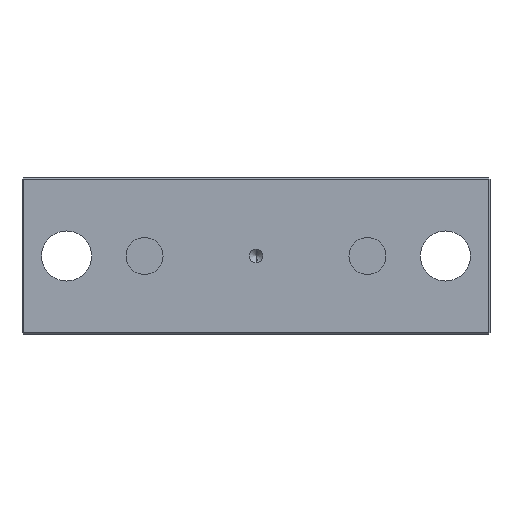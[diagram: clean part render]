
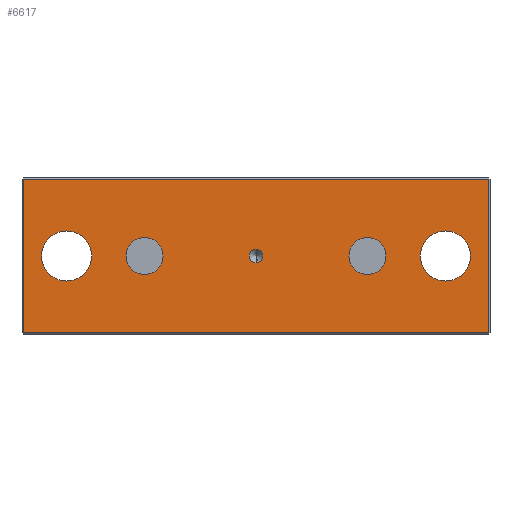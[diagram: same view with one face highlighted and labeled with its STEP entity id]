
A CAD part, front view. The second image highlights one B-rep face of the part: STEP entity #6617.
In plain terms, the highlighted planar face has unit normal (0, -1, 0).
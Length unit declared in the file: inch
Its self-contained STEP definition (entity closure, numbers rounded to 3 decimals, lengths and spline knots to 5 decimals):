
#4 = VERTEX_POINT ( 'NONE', #1953 ) ;
#26 = CARTESIAN_POINT ( 'NONE',  ( 0., -1.5748, 0.04687 ) ) ;
#83 = VERTEX_POINT ( 'NONE', #7508 ) ;
#155 = AXIS2_PLACEMENT_3D ( 'NONE', #502, #5290, #1214 ) ;
#208 = VERTEX_POINT ( 'NONE', #5559 ) ;
#264 = AXIS2_PLACEMENT_3D ( 'NONE', #315, #5112, #1014 ) ;
#315 = CARTESIAN_POINT ( 'NONE',  ( -1.33858, -1.5748, 0. ) ) ;
#416 = DIRECTION ( 'NONE',  ( -1., 0., 0. ) ) ;
#448 = DIRECTION ( 'NONE',  ( -1., 0., 0. ) ) ;
#463 = CIRCLE ( 'NONE', #6517, 0.17717 ) ;
#502 = CARTESIAN_POINT ( 'NONE',  ( 1.65354, -1.5748, 0. ) ) ;
#531 = VERTEX_POINT ( 'NONE', #7388 ) ;
#742 = ORIENTED_EDGE ( 'NONE', *, *, #3998, .T. ) ;
#928 = CARTESIAN_POINT ( 'NONE',  ( 1.33858, -1.5748, -0.17717 ) ) ;
#981 = ORIENTED_EDGE ( 'NONE', *, *, #3322, .T. ) ;
#1014 = DIRECTION ( 'NONE',  ( 0., 0., 1. ) ) ;
#1029 = AXIS2_PLACEMENT_3D ( 'NONE', #1287, #6052, #1979 ) ;
#1139 = VERTEX_POINT ( 'NONE', #8136 ) ;
#1214 = DIRECTION ( 'NONE',  ( 0., 0., -1. ) ) ;
#1287 = CARTESIAN_POINT ( 'NONE',  ( -0.7874, -1.5748, 0. ) ) ;
#1297 = DIRECTION ( 'NONE',  ( 0., 0., -1. ) ) ;
#1303 = EDGE_CURVE ( 'NONE', #83, #3970, #3285, .T. ) ;
#1330 = FACE_BOUND ( 'NONE', #4239, .T. ) ;
#1403 = ORIENTED_EDGE ( 'NONE', *, *, #3712, .T. ) ;
#1535 = DIRECTION ( 'NONE',  ( 0., 1., 0. ) ) ;
#1540 = FACE_BOUND ( 'NONE', #4388, .T. ) ;
#1557 = EDGE_LOOP ( 'NONE', ( #981, #2990 ) ) ;
#1620 = ORIENTED_EDGE ( 'NONE', *, *, #5183, .T. ) ;
#1672 = CIRCLE ( 'NONE', #6089, 0.04687 ) ;
#1789 = LINE ( 'NONE', #8356, #3413 ) ;
#1866 = PLANE ( 'NONE',  #155 ) ;
#1953 = CARTESIAN_POINT ( 'NONE',  ( -0.91825, -1.5748, 0. ) ) ;
#1979 = DIRECTION ( 'NONE',  ( -1., 0., 0. ) ) ;
#2124 = CARTESIAN_POINT ( 'NONE',  ( 1.33858, -1.5748, 0. ) ) ;
#2185 = CARTESIAN_POINT ( 'NONE',  ( 0.65656, -1.5748, 0. ) ) ;
#2319 = CARTESIAN_POINT ( 'NONE',  ( 0., -1.5748, 0. ) ) ;
#2473 = AXIS2_PLACEMENT_3D ( 'NONE', #6657, #2585, #7337 ) ;
#2535 = CARTESIAN_POINT ( 'NONE',  ( -1.33858, -1.5748, -0.17717 ) ) ;
#2541 = LINE ( 'NONE', #3210, #6161 ) ;
#2567 = EDGE_CURVE ( 'NONE', #208, #8706, #8829, .T. ) ;
#2585 = DIRECTION ( 'NONE',  ( 0., 1., 0. ) ) ;
#2766 = ORIENTED_EDGE ( 'NONE', *, *, #2567, .T. ) ;
#2800 = DIRECTION ( 'NONE',  ( 0., 1., 0. ) ) ;
#2825 = DIRECTION ( 'NONE',  ( 0., 0., 1. ) ) ;
#2914 = EDGE_CURVE ( 'NONE', #8706, #208, #463, .T. ) ;
#2963 = ORIENTED_EDGE ( 'NONE', *, *, #3889, .T. ) ;
#2990 = ORIENTED_EDGE ( 'NONE', *, *, #6993, .T. ) ;
#3028 = DIRECTION ( 'NONE',  ( 0., 0., -1. ) ) ;
#3170 = DIRECTION ( 'NONE',  ( 1., 0., 0. ) ) ;
#3210 = CARTESIAN_POINT ( 'NONE',  ( 1.65354, -1.5748, -0.54118 ) ) ;
#3242 = VECTOR ( 'NONE', #3888, 39.37008 ) ;
#3285 = CIRCLE ( 'NONE', #5028, 0.13085 ) ;
#3288 = CARTESIAN_POINT ( 'NONE',  ( -1.33858, -1.5748, 0. ) ) ;
#3322 = EDGE_CURVE ( 'NONE', #531, #7739, #6239, .T. ) ;
#3337 = ORIENTED_EDGE ( 'NONE', *, *, #7166, .T. ) ;
#3384 = ORIENTED_EDGE ( 'NONE', *, *, #6376, .T. ) ;
#3413 = VECTOR ( 'NONE', #3593, 39.37008 ) ;
#3593 = DIRECTION ( 'NONE',  ( -1., 0., 0. ) ) ;
#3602 = EDGE_CURVE ( 'NONE', #3970, #83, #5654, .T. ) ;
#3712 = EDGE_CURVE ( 'NONE', #8500, #1139, #4598, .T. ) ;
#3888 = DIRECTION ( 'NONE',  ( 0., 0., 1. ) ) ;
#3889 = EDGE_CURVE ( 'NONE', #4, #7865, #7996, .T. ) ;
#3964 = DIRECTION ( 'NONE',  ( 0., 0., 1. ) ) ;
#3970 = VERTEX_POINT ( 'NONE', #2185 ) ;
#3998 = EDGE_CURVE ( 'NONE', #7573, #7037, #1789, .T. ) ;
#4013 = LINE ( 'NONE', #4703, #7415 ) ;
#4024 = EDGE_LOOP ( 'NONE', ( #5740, #1403 ) ) ;
#4087 = EDGE_CURVE ( 'NONE', #1139, #8500, #1672, .T. ) ;
#4239 = EDGE_LOOP ( 'NONE', ( #6839, #4631 ) ) ;
#4353 = ORIENTED_EDGE ( 'NONE', *, *, #4620, .T. ) ;
#4388 = EDGE_LOOP ( 'NONE', ( #2766, #4677 ) ) ;
#4419 = CARTESIAN_POINT ( 'NONE',  ( -1.64354, -1.5748, 0.54118 ) ) ;
#4525 = DIRECTION ( 'NONE',  ( 0., 1., 0. ) ) ;
#4552 = DIRECTION ( 'NONE',  ( 0., 1., 0. ) ) ;
#4598 = CIRCLE ( 'NONE', #2473, 0.04687 ) ;
#4603 = CIRCLE ( 'NONE', #1029, 0.13085 ) ;
#4620 = EDGE_CURVE ( 'NONE', #6696, #6359, #2541, .T. ) ;
#4631 = ORIENTED_EDGE ( 'NONE', *, *, #1303, .T. ) ;
#4677 = ORIENTED_EDGE ( 'NONE', *, *, #2914, .T. ) ;
#4703 = CARTESIAN_POINT ( 'NONE',  ( -1.64354, -1.5748, 0. ) ) ;
#4755 = FACE_OUTER_BOUND ( 'NONE', #4982, .T. ) ;
#4969 = FACE_BOUND ( 'NONE', #1557, .T. ) ;
#4982 = EDGE_LOOP ( 'NONE', ( #1620, #742, #3384, #4353 ) ) ;
#5028 = AXIS2_PLACEMENT_3D ( 'NONE', #8585, #4525, #416 ) ;
#5039 = AXIS2_PLACEMENT_3D ( 'NONE', #2124, #6877, #2825 ) ;
#5112 = DIRECTION ( 'NONE',  ( 0., 1., 0. ) ) ;
#5183 = EDGE_CURVE ( 'NONE', #6359, #7573, #7046, .T. ) ;
#5256 = CARTESIAN_POINT ( 'NONE',  ( 1.64354, -1.5748, 0. ) ) ;
#5290 = DIRECTION ( 'NONE',  ( 0., -1., 0. ) ) ;
#5559 = CARTESIAN_POINT ( 'NONE',  ( 1.33858, -1.5748, 0.17717 ) ) ;
#5564 = CIRCLE ( 'NONE', #264, 0.17717 ) ;
#5622 = AXIS2_PLACEMENT_3D ( 'NONE', #6859, #2800, #7539 ) ;
#5628 = CARTESIAN_POINT ( 'NONE',  ( 1.33858, -1.5748, 0. ) ) ;
#5654 = CIRCLE ( 'NONE', #8573, 0.13085 ) ;
#5740 = ORIENTED_EDGE ( 'NONE', *, *, #4087, .T. ) ;
#5950 = CARTESIAN_POINT ( 'NONE',  ( -1.64354, -1.5748, -0.54118 ) ) ;
#6027 = CARTESIAN_POINT ( 'NONE',  ( 1.64354, -1.5748, -0.54118 ) ) ;
#6052 = DIRECTION ( 'NONE',  ( 0., 1., 0. ) ) ;
#6089 = AXIS2_PLACEMENT_3D ( 'NONE', #2319, #7074, #3028 ) ;
#6161 = VECTOR ( 'NONE', #3170, 39.37008 ) ;
#6239 = CIRCLE ( 'NONE', #7544, 0.17717 ) ;
#6313 = DIRECTION ( 'NONE',  ( 0., 0., 1. ) ) ;
#6359 = VERTEX_POINT ( 'NONE', #6027 ) ;
#6376 = EDGE_CURVE ( 'NONE', #7037, #6696, #4013, .T. ) ;
#6517 = AXIS2_PLACEMENT_3D ( 'NONE', #5628, #1535, #6313 ) ;
#6559 = FACE_BOUND ( 'NONE', #4024, .T. ) ;
#6617 = ADVANCED_FACE ( 'NONE', ( #1540, #4969, #1330, #8369, #6559, #4755 ), #1866, .T. ) ;
#6657 = CARTESIAN_POINT ( 'NONE',  ( 0., -1.5748, 0. ) ) ;
#6696 = VERTEX_POINT ( 'NONE', #5950 ) ;
#6839 = ORIENTED_EDGE ( 'NONE', *, *, #3602, .T. ) ;
#6859 = CARTESIAN_POINT ( 'NONE',  ( -0.7874, -1.5748, 0. ) ) ;
#6877 = DIRECTION ( 'NONE',  ( 0., 1., 0. ) ) ;
#6993 = EDGE_CURVE ( 'NONE', #7739, #531, #5564, .T. ) ;
#7037 = VERTEX_POINT ( 'NONE', #4419 ) ;
#7046 = LINE ( 'NONE', #5256, #3242 ) ;
#7074 = DIRECTION ( 'NONE',  ( 0., 1., 0. ) ) ;
#7102 = CARTESIAN_POINT ( 'NONE',  ( 1.64354, -1.5748, 0.54118 ) ) ;
#7108 = EDGE_LOOP ( 'NONE', ( #2963, #3337 ) ) ;
#7166 = EDGE_CURVE ( 'NONE', #7865, #4, #4603, .T. ) ;
#7337 = DIRECTION ( 'NONE',  ( 0., 0., -1. ) ) ;
#7388 = CARTESIAN_POINT ( 'NONE',  ( -1.33858, -1.5748, 0.17717 ) ) ;
#7415 = VECTOR ( 'NONE', #1297, 39.37008 ) ;
#7439 = CARTESIAN_POINT ( 'NONE',  ( -0.65656, -1.5748, 0. ) ) ;
#7508 = CARTESIAN_POINT ( 'NONE',  ( 0.91825, -1.5748, 0. ) ) ;
#7539 = DIRECTION ( 'NONE',  ( -1., 0., 0. ) ) ;
#7544 = AXIS2_PLACEMENT_3D ( 'NONE', #3288, #8045, #3964 ) ;
#7573 = VERTEX_POINT ( 'NONE', #7102 ) ;
#7739 = VERTEX_POINT ( 'NONE', #2535 ) ;
#7865 = VERTEX_POINT ( 'NONE', #7439 ) ;
#7996 = CIRCLE ( 'NONE', #5622, 0.13085 ) ;
#8045 = DIRECTION ( 'NONE',  ( 0., 1., 0. ) ) ;
#8136 = CARTESIAN_POINT ( 'NONE',  ( 0., -1.5748, -0.04687 ) ) ;
#8356 = CARTESIAN_POINT ( 'NONE',  ( 1.65354, -1.5748, 0.54118 ) ) ;
#8369 = FACE_BOUND ( 'NONE', #7108, .T. ) ;
#8500 = VERTEX_POINT ( 'NONE', #26 ) ;
#8573 = AXIS2_PLACEMENT_3D ( 'NONE', #8626, #4552, #448 ) ;
#8585 = CARTESIAN_POINT ( 'NONE',  ( 0.7874, -1.5748, 0. ) ) ;
#8626 = CARTESIAN_POINT ( 'NONE',  ( 0.7874, -1.5748, 0. ) ) ;
#8706 = VERTEX_POINT ( 'NONE', #928 ) ;
#8829 = CIRCLE ( 'NONE', #5039, 0.17717 ) ;
